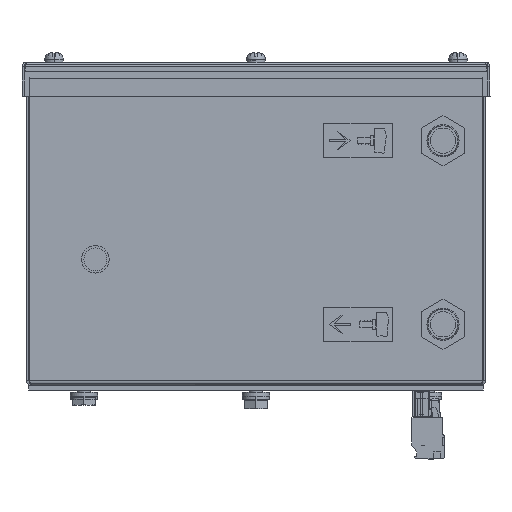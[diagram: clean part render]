
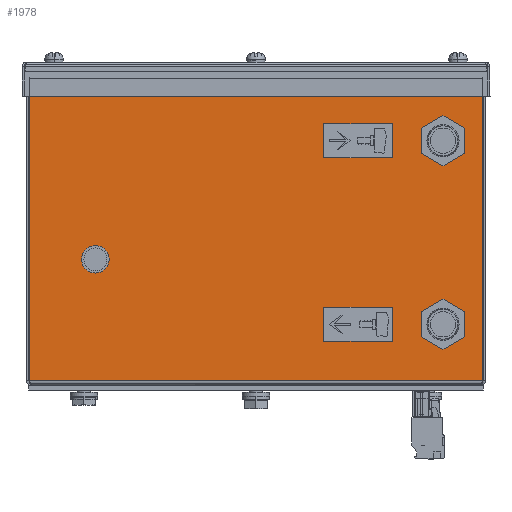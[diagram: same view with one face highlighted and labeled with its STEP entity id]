
A CAD part, front view. The second image highlights one B-rep face of the part: STEP entity #1978.
In plain terms, the highlighted planar face has unit normal (0, -1, 0).
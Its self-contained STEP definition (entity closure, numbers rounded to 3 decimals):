
#195 = ORIENTED_EDGE ( 'NONE', *, *, #6960, .F. ) ;
#1758 = VECTOR ( 'NONE', #13982, 1000. ) ;
#1923 = EDGE_CURVE ( 'NONE', #40549, #14506, #11421, .T. ) ;
#1978 = ADVANCED_FACE ( 'NONE', ( #23454, #19194, #45324, #7234 ), #62293, .F. ) ;
#3251 = EDGE_CURVE ( 'NONE', #51763, #55865, #16069, .T. ) ;
#3440 = LINE ( 'NONE', #52856, #65117 ) ;
#4504 = DIRECTION ( 'NONE',  ( 0., 0., -1. ) ) ;
#4925 = CARTESIAN_POINT ( 'NONE',  ( 90.25, 0., 106.7 ) ) ;
#5853 = DIRECTION ( 'NONE',  ( -1., 0., 0. ) ) ;
#6476 = CARTESIAN_POINT ( 'NONE',  ( 98.823, 0., 2. ) ) ;
#6485 = CARTESIAN_POINT ( 'NONE',  ( 81.5, 0., 106.7 ) ) ;
#6683 = EDGE_CURVE ( 'NONE', #14506, #40549, #8777, .T. ) ;
#6960 = EDGE_CURVE ( 'NONE', #55865, #51763, #16678, .T. ) ;
#7234 = FACE_OUTER_BOUND ( 'NONE', #58018, .T. ) ;
#7562 = CARTESIAN_POINT ( 'NONE',  ( -98.823, 0., 2. ) ) ;
#8777 = CIRCLE ( 'NONE', #57257, 8.75 ) ;
#10049 = DIRECTION ( 'NONE',  ( -1., 0., 0. ) ) ;
#11421 = CIRCLE ( 'NONE', #48666, 8.75 ) ;
#11877 = VERTEX_POINT ( 'NONE', #6476 ) ;
#11930 = ORIENTED_EDGE ( 'NONE', *, *, #64300, .F. ) ;
#13059 = CARTESIAN_POINT ( 'NONE',  ( 72.75, 0., 106.7 ) ) ;
#13982 = DIRECTION ( 'NONE',  ( -1., 0., 0. ) ) ;
#14506 = VERTEX_POINT ( 'NONE', #22400 ) ;
#16069 = CIRCLE ( 'NONE', #53264, 8.75 ) ;
#16358 = CARTESIAN_POINT ( 'NONE',  ( 90.25, 0., 26.7 ) ) ;
#16678 = CIRCLE ( 'NONE', #40342, 8.75 ) ;
#18858 = DIRECTION ( 'NONE',  ( 1., 0., 0. ) ) ;
#19194 = FACE_BOUND ( 'NONE', #22932, .T. ) ;
#20534 = DIRECTION ( 'NONE',  ( -1., 0., 0. ) ) ;
#20769 = VERTEX_POINT ( 'NONE', #52355 ) ;
#21700 = DIRECTION ( 'NONE',  ( -1., 0., 0. ) ) ;
#21973 = ORIENTED_EDGE ( 'NONE', *, *, #35298, .F. ) ;
#22400 = CARTESIAN_POINT ( 'NONE',  ( 72.75, 0., 26.7 ) ) ;
#22932 = EDGE_LOOP ( 'NONE', ( #195, #45718 ) ) ;
#23021 = ORIENTED_EDGE ( 'NONE', *, *, #6683, .F. ) ;
#23454 = FACE_BOUND ( 'NONE', #32409, .T. ) ;
#24179 = CIRCLE ( 'NONE', #46757, 6. ) ;
#24380 = VERTEX_POINT ( 'NONE', #32650 ) ;
#24778 = CARTESIAN_POINT ( 'NONE',  ( -70., 0., 55. ) ) ;
#25527 = ORIENTED_EDGE ( 'NONE', *, *, #43759, .T. ) ;
#25836 = DIRECTION ( 'NONE',  ( 0., -1., 0. ) ) ;
#28052 = CARTESIAN_POINT ( 'NONE',  ( 81.5, 0., 26.7 ) ) ;
#29142 = ORIENTED_EDGE ( 'NONE', *, *, #63497, .F. ) ;
#31775 = VERTEX_POINT ( 'NONE', #59227 ) ;
#32409 = EDGE_LOOP ( 'NONE', ( #23021, #47676 ) ) ;
#32650 = CARTESIAN_POINT ( 'NONE',  ( -76., 0., 55. ) ) ;
#34801 = CARTESIAN_POINT ( 'NONE',  ( 2600., 0., 134. ) ) ;
#35017 = DIRECTION ( 'NONE',  ( 0., -1., 0. ) ) ;
#35298 = EDGE_CURVE ( 'NONE', #31775, #11877, #3440, .T. ) ;
#36147 = DIRECTION ( 'NONE',  ( 0., -1., 0. ) ) ;
#40342 = AXIS2_PLACEMENT_3D ( 'NONE', #40663, #56938, #20534 ) ;
#40549 = VERTEX_POINT ( 'NONE', #16358 ) ;
#40663 = CARTESIAN_POINT ( 'NONE',  ( 81.5, 0., 106.7 ) ) ;
#42135 = CIRCLE ( 'NONE', #66959, 6. ) ;
#42147 = CARTESIAN_POINT ( 'NONE',  ( 81.5, 0., 26.7 ) ) ;
#42955 = EDGE_LOOP ( 'NONE', ( #59696, #29142 ) ) ;
#43759 = EDGE_CURVE ( 'NONE', #31775, #20769, #51059, .T. ) ;
#45324 = FACE_BOUND ( 'NONE', #42955, .T. ) ;
#45405 = EDGE_CURVE ( 'NONE', #64452, #20769, #47981, .T. ) ;
#45718 = ORIENTED_EDGE ( 'NONE', *, *, #3251, .F. ) ;
#46757 = AXIS2_PLACEMENT_3D ( 'NONE', #24778, #25836, #63654 ) ;
#47676 = ORIENTED_EDGE ( 'NONE', *, *, #1923, .F. ) ;
#47981 = LINE ( 'NONE', #69548, #52440 ) ;
#48666 = AXIS2_PLACEMENT_3D ( 'NONE', #28052, #54215, #5853 ) ;
#48884 = LINE ( 'NONE', #65152, #54743 ) ;
#49537 = DIRECTION ( 'NONE',  ( 0., -1., 0. ) ) ;
#51059 = LINE ( 'NONE', #34801, #1758 ) ;
#51632 = DIRECTION ( 'NONE',  ( -1., 0., 0. ) ) ;
#51763 = VERTEX_POINT ( 'NONE', #4925 ) ;
#52355 = CARTESIAN_POINT ( 'NONE',  ( -98.823, 0., 134. ) ) ;
#52440 = VECTOR ( 'NONE', #54323, 1000. ) ;
#52856 = CARTESIAN_POINT ( 'NONE',  ( 98.823, 0., 134. ) ) ;
#53264 = AXIS2_PLACEMENT_3D ( 'NONE', #6485, #49537, #65116 ) ;
#54215 = DIRECTION ( 'NONE',  ( 0., -1., 0. ) ) ;
#54323 = DIRECTION ( 'NONE',  ( 0., 0., 1. ) ) ;
#54743 = VECTOR ( 'NONE', #21700, 1000. ) ;
#55865 = VERTEX_POINT ( 'NONE', #13059 ) ;
#56938 = DIRECTION ( 'NONE',  ( 0., -1., 0. ) ) ;
#56999 = CARTESIAN_POINT ( 'NONE',  ( 2600., 0., 134. ) ) ;
#57257 = AXIS2_PLACEMENT_3D ( 'NONE', #42147, #36147, #10049 ) ;
#58018 = EDGE_LOOP ( 'NONE', ( #62125, #11930, #21973, #25527 ) ) ;
#59227 = CARTESIAN_POINT ( 'NONE',  ( 98.823, 0., 134. ) ) ;
#59696 = ORIENTED_EDGE ( 'NONE', *, *, #62397, .F. ) ;
#59915 = AXIS2_PLACEMENT_3D ( 'NONE', #56999, #62638, #18858 ) ;
#60868 = VERTEX_POINT ( 'NONE', #62297 ) ;
#62125 = ORIENTED_EDGE ( 'NONE', *, *, #45405, .F. ) ;
#62293 = PLANE ( 'NONE',  #59915 ) ;
#62297 = CARTESIAN_POINT ( 'NONE',  ( -64., 0., 55. ) ) ;
#62397 = EDGE_CURVE ( 'NONE', #24380, #60868, #42135, .T. ) ;
#62574 = CARTESIAN_POINT ( 'NONE',  ( -70., 0., 55. ) ) ;
#62638 = DIRECTION ( 'NONE',  ( 0., 1., 0. ) ) ;
#63497 = EDGE_CURVE ( 'NONE', #60868, #24380, #24179, .T. ) ;
#63654 = DIRECTION ( 'NONE',  ( -1., 0., 0. ) ) ;
#64300 = EDGE_CURVE ( 'NONE', #11877, #64452, #48884, .T. ) ;
#64452 = VERTEX_POINT ( 'NONE', #7562 ) ;
#65116 = DIRECTION ( 'NONE',  ( -1., 0., 0. ) ) ;
#65117 = VECTOR ( 'NONE', #4504, 1000. ) ;
#65152 = CARTESIAN_POINT ( 'NONE',  ( 2600., 0., 2. ) ) ;
#66959 = AXIS2_PLACEMENT_3D ( 'NONE', #62574, #35017, #51632 ) ;
#69548 = CARTESIAN_POINT ( 'NONE',  ( -98.823, 0., 134. ) ) ;
